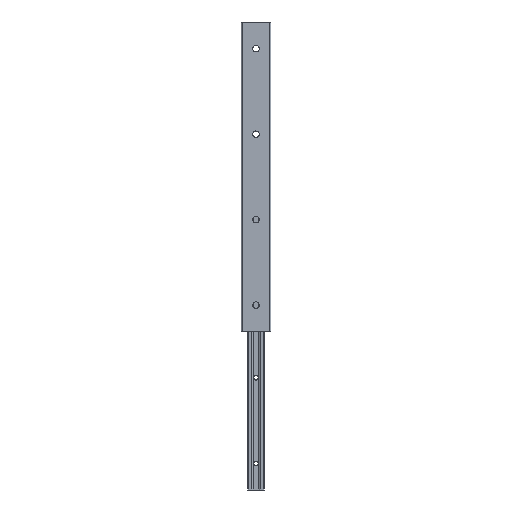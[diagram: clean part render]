
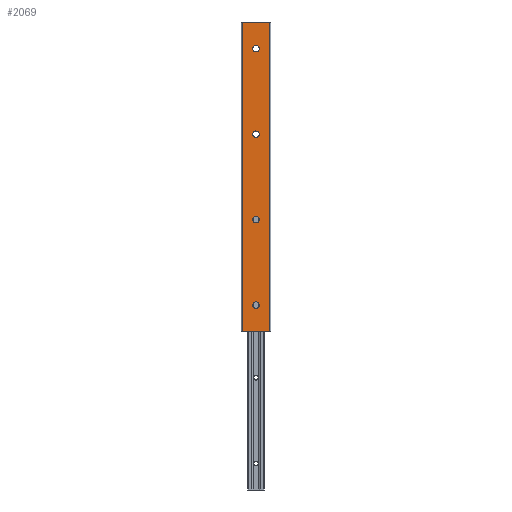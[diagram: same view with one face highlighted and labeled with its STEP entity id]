
A CAD part, left-side view. The second image highlights one B-rep face of the part: STEP entity #2069.
In plain terms, the highlighted planar face has unit normal (-1, 0, 0).
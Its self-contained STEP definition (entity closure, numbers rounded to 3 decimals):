
#5 = EDGE_CURVE ( 'NONE', #936, #1896, #855, .T. ) ;
#49 = DIRECTION ( 'NONE',  ( 0., -1., 0. ) ) ;
#63 = CIRCLE ( 'NONE', #2844, 3. ) ;
#99 = CARTESIAN_POINT ( 'NONE',  ( 0., 13., -290. ) ) ;
#119 = EDGE_CURVE ( 'NONE', #473, #2474, #63, .T. ) ;
#131 = AXIS2_PLACEMENT_3D ( 'NONE', #2500, #472, #231 ) ;
#184 = EDGE_CURVE ( 'NONE', #807, #747, #624, .T. ) ;
#196 = CARTESIAN_POINT ( 'NONE',  ( 0., 13., 0. ) ) ;
#197 = CARTESIAN_POINT ( 'NONE',  ( 0., 13., 0. ) ) ;
#231 = DIRECTION ( 'NONE',  ( 0., -1., 0. ) ) ;
#254 = EDGE_CURVE ( 'NONE', #442, #1337, #1044, .T. ) ;
#264 = AXIS2_PLACEMENT_3D ( 'NONE', #851, #1066, #1970 ) ;
#281 = AXIS2_PLACEMENT_3D ( 'NONE', #1446, #1228, #2135 ) ;
#355 = DIRECTION ( 'NONE',  ( 1., 0., 0. ) ) ;
#362 = AXIS2_PLACEMENT_3D ( 'NONE', #2546, #2260, #957 ) ;
#382 = VERTEX_POINT ( 'NONE', #197 ) ;
#433 = EDGE_CURVE ( 'NONE', #2571, #530, #2708, .T. ) ;
#442 = VERTEX_POINT ( 'NONE', #1673 ) ;
#467 = DIRECTION ( 'NONE',  ( 1., 0., 0. ) ) ;
#468 = CARTESIAN_POINT ( 'NONE',  ( 0., 0., -185. ) ) ;
#472 = DIRECTION ( 'NONE',  ( -1., 0., 0. ) ) ;
#473 = VERTEX_POINT ( 'NONE', #2354 ) ;
#528 = ORIENTED_EDGE ( 'NONE', *, *, #119, .T. ) ;
#530 = VERTEX_POINT ( 'NONE', #579 ) ;
#579 = CARTESIAN_POINT ( 'NONE',  ( 0., 0., -102. ) ) ;
#602 = VERTEX_POINT ( 'NONE', #715 ) ;
#624 = CIRCLE ( 'NONE', #1561, 3. ) ;
#636 = ORIENTED_EDGE ( 'NONE', *, *, #5, .T. ) ;
#638 = ORIENTED_EDGE ( 'NONE', *, *, #254, .T. ) ;
#657 = EDGE_CURVE ( 'NONE', #530, #2571, #818, .T. ) ;
#715 = CARTESIAN_POINT ( 'NONE',  ( 0., -13., 0. ) ) ;
#717 = DIRECTION ( 'NONE',  ( 0., 0., -1. ) ) ;
#747 = VERTEX_POINT ( 'NONE', #1461 ) ;
#752 = CARTESIAN_POINT ( 'NONE',  ( 0., 13., -290. ) ) ;
#771 = CARTESIAN_POINT ( 'NONE',  ( 0., 0., -108. ) ) ;
#795 = LINE ( 'NONE', #99, #1250 ) ;
#807 = VERTEX_POINT ( 'NONE', #2210 ) ;
#818 = CIRCLE ( 'NONE', #1143, 3. ) ;
#851 = CARTESIAN_POINT ( 'NONE',  ( 0., 0., -105. ) ) ;
#855 = LINE ( 'NONE', #1526, #2143 ) ;
#936 = VERTEX_POINT ( 'NONE', #752 ) ;
#939 = EDGE_LOOP ( 'NONE', ( #2566, #528 ) ) ;
#957 = DIRECTION ( 'NONE',  ( 0., 0., -1. ) ) ;
#1025 = LINE ( 'NONE', #196, #2907 ) ;
#1026 = DIRECTION ( 'NONE',  ( 1., 0., 0. ) ) ;
#1044 = CIRCLE ( 'NONE', #2419, 3. ) ;
#1066 = DIRECTION ( 'NONE',  ( 1., 0., 0. ) ) ;
#1130 = ORIENTED_EDGE ( 'NONE', *, *, #1772, .F. ) ;
#1142 = DIRECTION ( 'NONE',  ( 0., 0., -1. ) ) ;
#1143 = AXIS2_PLACEMENT_3D ( 'NONE', #1655, #355, #1451 ) ;
#1144 = DIRECTION ( 'NONE',  ( 0., 0., -1. ) ) ;
#1156 = CIRCLE ( 'NONE', #281, 3. ) ;
#1228 = DIRECTION ( 'NONE',  ( 1., 0., 0. ) ) ;
#1250 = VECTOR ( 'NONE', #1642, 1000. ) ;
#1326 = EDGE_CURVE ( 'NONE', #1337, #442, #1857, .T. ) ;
#1337 = VERTEX_POINT ( 'NONE', #2495 ) ;
#1347 = EDGE_CURVE ( 'NONE', #2474, #473, #2049, .T. ) ;
#1365 = DIRECTION ( 'NONE',  ( 1., 0., 0. ) ) ;
#1446 = CARTESIAN_POINT ( 'NONE',  ( 0., 0., -265. ) ) ;
#1451 = DIRECTION ( 'NONE',  ( 0., 0., -1. ) ) ;
#1461 = CARTESIAN_POINT ( 'NONE',  ( 0., 0., -268. ) ) ;
#1526 = CARTESIAN_POINT ( 'NONE',  ( 0., 13., -290. ) ) ;
#1559 = ORIENTED_EDGE ( 'NONE', *, *, #184, .T. ) ;
#1561 = AXIS2_PLACEMENT_3D ( 'NONE', #2541, #1837, #717 ) ;
#1607 = ORIENTED_EDGE ( 'NONE', *, *, #433, .T. ) ;
#1642 = DIRECTION ( 'NONE',  ( 0., 0., 1. ) ) ;
#1653 = CARTESIAN_POINT ( 'NONE',  ( 0., -13., -290. ) ) ;
#1655 = CARTESIAN_POINT ( 'NONE',  ( 0., 0., -105. ) ) ;
#1673 = CARTESIAN_POINT ( 'NONE',  ( 0., 0., -28. ) ) ;
#1705 = CARTESIAN_POINT ( 'NONE',  ( 0., 0., -25. ) ) ;
#1729 = EDGE_CURVE ( 'NONE', #936, #382, #795, .T. ) ;
#1753 = ORIENTED_EDGE ( 'NONE', *, *, #1729, .F. ) ;
#1772 = EDGE_CURVE ( 'NONE', #382, #602, #1025, .T. ) ;
#1787 = PLANE ( 'NONE',  #131 ) ;
#1799 = FACE_BOUND ( 'NONE', #1847, .T. ) ;
#1837 = DIRECTION ( 'NONE',  ( 1., 0., 0. ) ) ;
#1847 = EDGE_LOOP ( 'NONE', ( #638, #2005 ) ) ;
#1851 = CARTESIAN_POINT ( 'NONE',  ( 0., 0., -185. ) ) ;
#1857 = CIRCLE ( 'NONE', #362, 3. ) ;
#1896 = VERTEX_POINT ( 'NONE', #1653 ) ;
#1943 = LINE ( 'NONE', #2206, #1966 ) ;
#1966 = VECTOR ( 'NONE', #2458, 1000. ) ;
#1970 = DIRECTION ( 'NONE',  ( 0., 0., -1. ) ) ;
#2005 = ORIENTED_EDGE ( 'NONE', *, *, #1326, .T. ) ;
#2049 = CIRCLE ( 'NONE', #2336, 3. ) ;
#2069 = ADVANCED_FACE ( 'NONE', ( #2293, #1799, #2235, #2918, #2253 ), #1787, .T. ) ;
#2135 = DIRECTION ( 'NONE',  ( 0., 0., -1. ) ) ;
#2142 = EDGE_LOOP ( 'NONE', ( #1607, #2217 ) ) ;
#2143 = VECTOR ( 'NONE', #2680, 1000. ) ;
#2176 = ORIENTED_EDGE ( 'NONE', *, *, #2616, .T. ) ;
#2206 = CARTESIAN_POINT ( 'NONE',  ( 0., -13., -290. ) ) ;
#2210 = CARTESIAN_POINT ( 'NONE',  ( 0., 0., -262. ) ) ;
#2217 = ORIENTED_EDGE ( 'NONE', *, *, #657, .T. ) ;
#2235 = FACE_OUTER_BOUND ( 'NONE', #2724, .T. ) ;
#2253 = FACE_BOUND ( 'NONE', #2371, .T. ) ;
#2260 = DIRECTION ( 'NONE',  ( 1., 0., 0. ) ) ;
#2293 = FACE_BOUND ( 'NONE', #2142, .T. ) ;
#2299 = ORIENTED_EDGE ( 'NONE', *, *, #2583, .T. ) ;
#2336 = AXIS2_PLACEMENT_3D ( 'NONE', #468, #1365, #1144 ) ;
#2354 = CARTESIAN_POINT ( 'NONE',  ( 0., 0., -182. ) ) ;
#2371 = EDGE_LOOP ( 'NONE', ( #2299, #1559 ) ) ;
#2419 = AXIS2_PLACEMENT_3D ( 'NONE', #1705, #1026, #2572 ) ;
#2458 = DIRECTION ( 'NONE',  ( 0., 0., 1. ) ) ;
#2474 = VERTEX_POINT ( 'NONE', #2906 ) ;
#2495 = CARTESIAN_POINT ( 'NONE',  ( 0., 0., -22. ) ) ;
#2500 = CARTESIAN_POINT ( 'NONE',  ( 0., 13., -290. ) ) ;
#2541 = CARTESIAN_POINT ( 'NONE',  ( 0., 0., -265. ) ) ;
#2546 = CARTESIAN_POINT ( 'NONE',  ( 0., 0., -25. ) ) ;
#2566 = ORIENTED_EDGE ( 'NONE', *, *, #1347, .T. ) ;
#2571 = VERTEX_POINT ( 'NONE', #771 ) ;
#2572 = DIRECTION ( 'NONE',  ( 0., 0., -1. ) ) ;
#2583 = EDGE_CURVE ( 'NONE', #747, #807, #1156, .T. ) ;
#2616 = EDGE_CURVE ( 'NONE', #1896, #602, #1943, .T. ) ;
#2680 = DIRECTION ( 'NONE',  ( 0., -1., 0. ) ) ;
#2708 = CIRCLE ( 'NONE', #264, 3. ) ;
#2724 = EDGE_LOOP ( 'NONE', ( #1130, #1753, #636, #2176 ) ) ;
#2844 = AXIS2_PLACEMENT_3D ( 'NONE', #1851, #467, #1142 ) ;
#2906 = CARTESIAN_POINT ( 'NONE',  ( 0., 0., -188. ) ) ;
#2907 = VECTOR ( 'NONE', #49, 1000. ) ;
#2918 = FACE_BOUND ( 'NONE', #939, .T. ) ;
